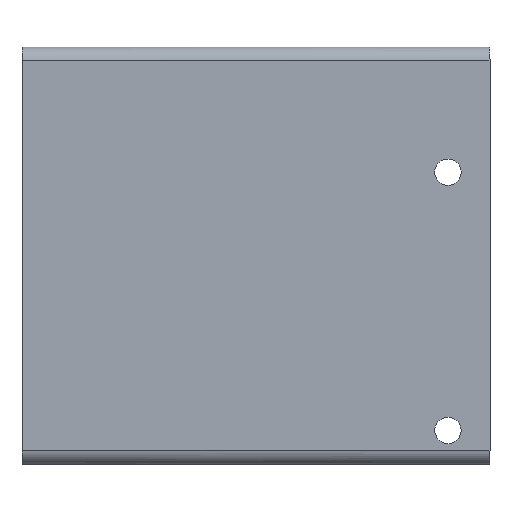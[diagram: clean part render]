
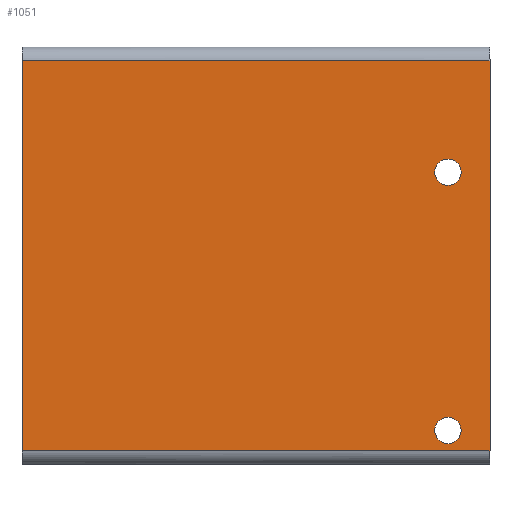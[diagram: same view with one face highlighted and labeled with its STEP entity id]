
A CAD part, top view. The second image highlights one B-rep face of the part: STEP entity #1051.
In plain terms, the highlighted planar face has unit normal (0, 0, 1).
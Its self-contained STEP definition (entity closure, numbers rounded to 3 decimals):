
#12 = CARTESIAN_POINT ( 'NONE',  ( 19.513, 25.501, -47.547 ) ) ;
#48 = DIRECTION ( 'NONE',  ( 0., 0., -1. ) ) ;
#58 = DIRECTION ( 'NONE',  ( -1., 0., 0. ) ) ;
#60 = EDGE_CURVE ( 'NONE', #1918, #1407, #1273, .T. ) ;
#95 = ORIENTED_EDGE ( 'NONE', *, *, #1313, .T. ) ;
#150 = AXIS2_PLACEMENT_3D ( 'NONE', #1730, #48, #58 ) ;
#177 = CARTESIAN_POINT ( 'NONE',  ( -32.251, -8.368, -47.547 ) ) ;
#179 = FACE_OUTER_BOUND ( 'NONE', #1433, .T. ) ;
#188 = DIRECTION ( 'NONE',  ( 1., 0., 0. ) ) ;
#191 = DIRECTION ( 'NONE',  ( -1., 0., 0. ) ) ;
#194 = EDGE_CURVE ( 'NONE', #1918, #936, #1364, .T. ) ;
#331 = AXIS2_PLACEMENT_3D ( 'NONE', #1770, #1636, #1043 ) ;
#346 = EDGE_CURVE ( 'NONE', #1602, #1407, #934, .T. ) ;
#386 = CARTESIAN_POINT ( 'NONE',  ( 24.621, 39.053, -47.547 ) ) ;
#393 = ORIENTED_EDGE ( 'NONE', *, *, #60, .F. ) ;
#423 = ORIENTED_EDGE ( 'NONE', *, *, #194, .T. ) ;
#477 = VERTEX_POINT ( 'NONE', #879 ) ;
#490 = CARTESIAN_POINT ( 'NONE',  ( 17.913, -5.877, -47.547 ) ) ;
#531 = CARTESIAN_POINT ( 'NONE',  ( -32.251, 39.053, -47.547 ) ) ;
#558 = EDGE_LOOP ( 'NONE', ( #95, #1213 ) ) ;
#578 = AXIS2_PLACEMENT_3D ( 'NONE', #12, #1368, #1211 ) ;
#583 = CARTESIAN_POINT ( 'NONE',  ( -32.251, 39.053, -47.547 ) ) ;
#603 = CIRCLE ( 'NONE', #1202, 1.6 ) ;
#646 = EDGE_CURVE ( 'NONE', #1195, #1938, #603, .T. ) ;
#649 = DIRECTION ( 'NONE',  ( 0., 0., 1. ) ) ;
#672 = ORIENTED_EDGE ( 'NONE', *, *, #646, .T. ) ;
#681 = ORIENTED_EDGE ( 'NONE', *, *, #1739, .T. ) ;
#707 = CARTESIAN_POINT ( 'NONE',  ( -32.251, -8.368, -47.547 ) ) ;
#712 = CARTESIAN_POINT ( 'NONE',  ( 24.621, -8.368, -47.547 ) ) ;
#714 = CARTESIAN_POINT ( 'NONE',  ( 24.621, 39.053, -47.547 ) ) ;
#742 = CARTESIAN_POINT ( 'NONE',  ( 24.621, -8.368, -47.547 ) ) ;
#785 = CARTESIAN_POINT ( 'NONE',  ( -32.251, -8.368, -47.547 ) ) ;
#817 = VERTEX_POINT ( 'NONE', #1744 ) ;
#854 = CIRCLE ( 'NONE', #150, 1.6 ) ;
#879 = CARTESIAN_POINT ( 'NONE',  ( 17.913, 25.501, -47.547 ) ) ;
#902 = CARTESIAN_POINT ( 'NONE',  ( 24.621, 39.053, -47.547 ) ) ;
#914 = ORIENTED_EDGE ( 'NONE', *, *, #346, .T. ) ;
#920 = AXIS2_PLACEMENT_3D ( 'NONE', #1696, #649, #188 ) ;
#934 = B_SPLINE_CURVE_WITH_KNOTS ( 'NONE', 1,
 ( #714, #1293 ),
 .UNSPECIFIED., .F., .F.,
 ( 2, 2 ),
 ( -569.979, -537.161 ),
 .UNSPECIFIED. ) ;
#936 = VERTEX_POINT ( 'NONE', #712 ) ;
#1043 = DIRECTION ( 'NONE',  ( -1., 0., 0. ) ) ;
#1051 = ADVANCED_FACE ( 'NONE', ( #1233, #179, #1838 ), #1081, .T. ) ;
#1081 = PLANE ( 'NONE',  #920 ) ;
#1157 = EDGE_CURVE ( 'NONE', #1938, #1195, #1523, .T. ) ;
#1188 = B_SPLINE_CURVE_WITH_KNOTS ( 'NONE', 1,
 ( #742, #902 ),
 .UNSPECIFIED., .F., .F.,
 ( 2, 2 ),
 ( -49.076, -1.655 ),
 .UNSPECIFIED. ) ;
#1195 = VERTEX_POINT ( 'NONE', #1914 ) ;
#1202 = AXIS2_PLACEMENT_3D ( 'NONE', #1255, #1544, #191 ) ;
#1211 = DIRECTION ( 'NONE',  ( -1., 0., 0. ) ) ;
#1213 = ORIENTED_EDGE ( 'NONE', *, *, #1381, .T. ) ;
#1233 = FACE_BOUND ( 'NONE', #1890, .T. ) ;
#1243 = ORIENTED_EDGE ( 'NONE', *, *, #1157, .T. ) ;
#1255 = CARTESIAN_POINT ( 'NONE',  ( 19.513, -5.877, -47.547 ) ) ;
#1266 = CIRCLE ( 'NONE', #578, 1.6 ) ;
#1273 = B_SPLINE_CURVE_WITH_KNOTS ( 'NONE', 1,
 ( #707, #583 ),
 .UNSPECIFIED., .F., .F.,
 ( 2, 2 ),
 ( -49.076, -1.655 ),
 .UNSPECIFIED. ) ;
#1293 = CARTESIAN_POINT ( 'NONE',  ( -32.251, 39.053, -47.547 ) ) ;
#1313 = EDGE_CURVE ( 'NONE', #477, #817, #1266, .T. ) ;
#1364 = B_SPLINE_CURVE_WITH_KNOTS ( 'NONE', 1,
 ( #177, #1827 ),
 .UNSPECIFIED., .F., .F.,
 ( 2, 2 ),
 ( 3.276, 60.148 ),
 .UNSPECIFIED. ) ;
#1368 = DIRECTION ( 'NONE',  ( 0., 0., -1. ) ) ;
#1381 = EDGE_CURVE ( 'NONE', #817, #477, #854, .T. ) ;
#1407 = VERTEX_POINT ( 'NONE', #531 ) ;
#1433 = EDGE_LOOP ( 'NONE', ( #914, #393, #423, #681 ) ) ;
#1523 = CIRCLE ( 'NONE', #331, 1.6 ) ;
#1544 = DIRECTION ( 'NONE',  ( 0., 0., -1. ) ) ;
#1602 = VERTEX_POINT ( 'NONE', #386 ) ;
#1636 = DIRECTION ( 'NONE',  ( 0., 0., -1. ) ) ;
#1696 = CARTESIAN_POINT ( 'NONE',  ( -32.251, 40.708, -47.547 ) ) ;
#1730 = CARTESIAN_POINT ( 'NONE',  ( 19.513, 25.501, -47.547 ) ) ;
#1739 = EDGE_CURVE ( 'NONE', #936, #1602, #1188, .T. ) ;
#1744 = CARTESIAN_POINT ( 'NONE',  ( 21.113, 25.501, -47.547 ) ) ;
#1770 = CARTESIAN_POINT ( 'NONE',  ( 19.513, -5.877, -47.547 ) ) ;
#1827 = CARTESIAN_POINT ( 'NONE',  ( 24.621, -8.368, -47.547 ) ) ;
#1838 = FACE_BOUND ( 'NONE', #558, .T. ) ;
#1890 = EDGE_LOOP ( 'NONE', ( #1243, #672 ) ) ;
#1914 = CARTESIAN_POINT ( 'NONE',  ( 21.113, -5.877, -47.547 ) ) ;
#1918 = VERTEX_POINT ( 'NONE', #785 ) ;
#1938 = VERTEX_POINT ( 'NONE', #490 ) ;
